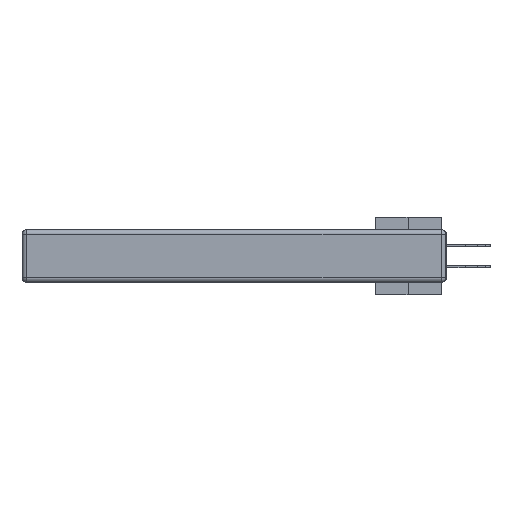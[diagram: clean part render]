
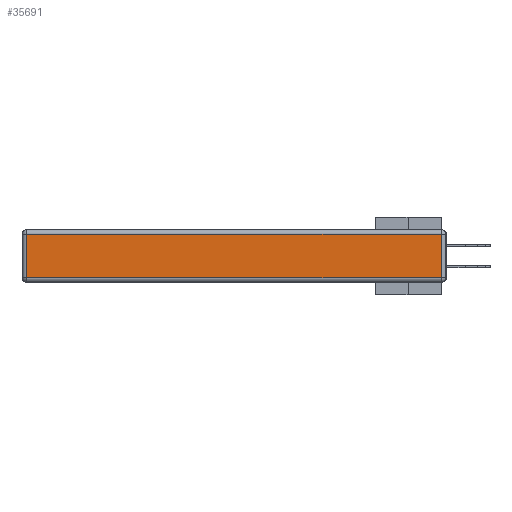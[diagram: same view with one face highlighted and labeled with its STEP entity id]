
A CAD part, left-side view. The second image highlights one B-rep face of the part: STEP entity #35691.
In plain terms, the highlighted planar face has unit normal (-1, 0, 0).
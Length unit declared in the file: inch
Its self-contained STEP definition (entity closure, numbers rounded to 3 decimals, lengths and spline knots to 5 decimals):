
#347 = FACE_OUTER_BOUND ( 'NONE', #12136, .T. ) ;
#643 = CARTESIAN_POINT ( 'NONE',  ( 0., 0.03, -0.03 ) ) ;
#1857 = CARTESIAN_POINT ( 'NONE',  ( 0., 0., -0.313 ) ) ;
#2243 = PLANE ( 'NONE',  #41520 ) ;
#5400 = DIRECTION ( 'NONE',  ( 0., 0., 1. ) ) ;
#8282 = EDGE_CURVE ( 'NONE', #16419, #9312, #21603, .T. ) ;
#9312 = VERTEX_POINT ( 'NONE', #643 ) ;
#12087 = DIRECTION ( 'NONE',  ( 0., -1., 0. ) ) ;
#12136 = EDGE_LOOP ( 'NONE', ( #41117, #27008, #41290, #32688 ) ) ;
#12425 = CARTESIAN_POINT ( 'NONE',  ( 0., 2.72, -0.03 ) ) ;
#13694 = LINE ( 'NONE', #37288, #44223 ) ;
#14282 = DIRECTION ( 'NONE',  ( 0., 0., -1. ) ) ;
#15407 = CARTESIAN_POINT ( 'NONE',  ( 0., 0.03, -0.343 ) ) ;
#15494 = EDGE_CURVE ( 'NONE', #25851, #16161, #31923, .T. ) ;
#16161 = VERTEX_POINT ( 'NONE', #28808 ) ;
#16419 = VERTEX_POINT ( 'NONE', #40581 ) ;
#16473 = DIRECTION ( 'NONE',  ( 0., 1., 0. ) ) ;
#19545 = VECTOR ( 'NONE', #14282, 39.37008 ) ;
#21603 = LINE ( 'NONE', #15407, #22144 ) ;
#22144 = VECTOR ( 'NONE', #35602, 39.37008 ) ;
#22262 = EDGE_CURVE ( 'NONE', #9312, #25851, #13694, .T. ) ;
#24846 = CARTESIAN_POINT ( 'NONE',  ( 0., 2.72, -0.343 ) ) ;
#25851 = VERTEX_POINT ( 'NONE', #12425 ) ;
#26172 = EDGE_CURVE ( 'NONE', #16161, #16419, #33546, .T. ) ;
#27008 = ORIENTED_EDGE ( 'NONE', *, *, #8282, .T. ) ;
#28808 = CARTESIAN_POINT ( 'NONE',  ( 0., 2.72, -0.313 ) ) ;
#29203 = CARTESIAN_POINT ( 'NONE',  ( 0., 0., -0.343 ) ) ;
#31923 = LINE ( 'NONE', #24846, #19545 ) ;
#32688 = ORIENTED_EDGE ( 'NONE', *, *, #15494, .T. ) ;
#33546 = LINE ( 'NONE', #1857, #37271 ) ;
#35602 = DIRECTION ( 'NONE',  ( 0., 0., 1. ) ) ;
#35691 = ADVANCED_FACE ( 'NONE', ( #347 ), #2243, .T. ) ;
#37271 = VECTOR ( 'NONE', #12087, 39.37008 ) ;
#37288 = CARTESIAN_POINT ( 'NONE',  ( 0., 2.75, -0.03 ) ) ;
#40581 = CARTESIAN_POINT ( 'NONE',  ( 0., 0.03, -0.313 ) ) ;
#41117 = ORIENTED_EDGE ( 'NONE', *, *, #26172, .T. ) ;
#41290 = ORIENTED_EDGE ( 'NONE', *, *, #22262, .T. ) ;
#41520 = AXIS2_PLACEMENT_3D ( 'NONE', #29203, #43024, #5400 ) ;
#43024 = DIRECTION ( 'NONE',  ( -1., 0., 0. ) ) ;
#44223 = VECTOR ( 'NONE', #16473, 39.37008 ) ;
